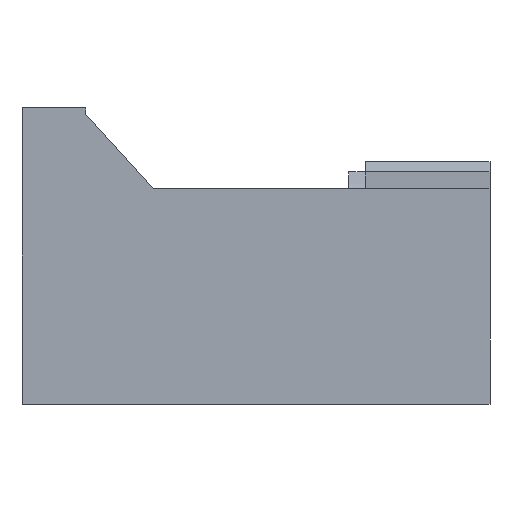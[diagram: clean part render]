
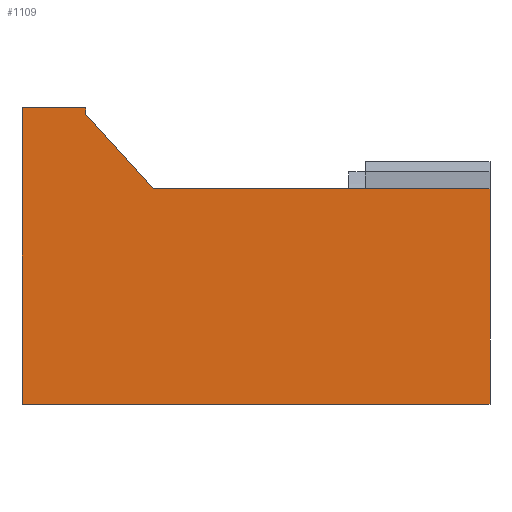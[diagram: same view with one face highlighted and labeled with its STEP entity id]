
A CAD part, front view. The second image highlights one B-rep face of the part: STEP entity #1109.
In plain terms, the highlighted planar face has unit normal (0, -1, 0).
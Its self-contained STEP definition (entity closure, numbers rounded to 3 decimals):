
#647=CARTESIAN_POINT('Vertex',(10.,-47.5,44.)) ;
#663=CARTESIAN_POINT('Vertex',(10.,-47.5,-44.)) ;
#666=CARTESIAN_POINT('Line Origine',(10.,-47.5,0.)) ;
#781=CARTESIAN_POINT('Line Origine',(11.,-47.5,44.)) ;
#785=CARTESIAN_POINT('Vertex',(12.,-47.5,44.)) ;
#789=CARTESIAN_POINT('Control Point',(29.,-47.5,44.)) ;
#790=CARTESIAN_POINT('Control Point',(12.,-47.5,44.)) ;
#791=CARTESIAN_POINT('Vertex',(29.,-47.5,44.)) ;
#894=CARTESIAN_POINT('Vertex',(149.,-47.5,-44.)) ;
#897=CARTESIAN_POINT('Line Origine',(89.,-47.5,-44.)) ;
#901=CARTESIAN_POINT('Vertex',(29.,-47.5,-44.)) ;
#905=CARTESIAN_POINT('Control Point',(12.,-47.5,-44.)) ;
#906=CARTESIAN_POINT('Control Point',(29.,-47.5,-44.)) ;
#907=CARTESIAN_POINT('Vertex',(12.,-47.5,-44.)) ;
#910=CARTESIAN_POINT('Line Origine',(11.,-47.5,-44.)) ;
#1067=CARTESIAN_POINT('Axis2P3D Location',(29.,-47.5,20.)) ;
#1072=CARTESIAN_POINT('Line Origine',(149.,-47.5,-12.)) ;
#1076=CARTESIAN_POINT('Vertex',(149.,-47.5,20.)) ;
#1079=CARTESIAN_POINT('Line Origine',(99.,-47.5,20.)) ;
#1083=CARTESIAN_POINT('Vertex',(49.,-47.5,20.)) ;
#1087=CARTESIAN_POINT('Control Point',(29.,-47.5,42.)) ;
#1088=CARTESIAN_POINT('Control Point',(49.,-47.5,20.)) ;
#1089=CARTESIAN_POINT('Vertex',(29.,-47.5,42.)) ;
#1092=CARTESIAN_POINT('Line Origine',(29.,-47.5,43.)) ;
#667=DIRECTION('Vector Direction',(0.,0.,-1.)) ;
#782=DIRECTION('Vector Direction',(-1.,0.,0.)) ;
#898=DIRECTION('Vector Direction',(1.,0.,0.)) ;
#911=DIRECTION('Vector Direction',(-1.,0.,0.)) ;
#1068=DIRECTION('Axis2P3D Direction',(0.,-1.,0.)) ;
#1069=DIRECTION('Axis2P3D XDirection',(0.,0.,-1.)) ;
#1073=DIRECTION('Vector Direction',(0.,0.,-1.)) ;
#1080=DIRECTION('Vector Direction',(1.,0.,0.)) ;
#1093=DIRECTION('Vector Direction',(0.,0.,-1.)) ;
#1070=AXIS2_PLACEMENT_3D('Plane Axis2P3D',#1067,#1068,#1069) ;
#1098=ORIENTED_EDGE('',*,*,#1078,.F.) ;
#1099=ORIENTED_EDGE('',*,*,#1085,.F.) ;
#1100=ORIENTED_EDGE('',*,*,#1091,.T.) ;
#1101=ORIENTED_EDGE('',*,*,#1096,.F.) ;
#1102=ORIENTED_EDGE('',*,*,#793,.F.) ;
#1103=ORIENTED_EDGE('',*,*,#787,.T.) ;
#1104=ORIENTED_EDGE('',*,*,#670,.F.) ;
#1105=ORIENTED_EDGE('',*,*,#914,.F.) ;
#1106=ORIENTED_EDGE('',*,*,#909,.F.) ;
#1107=ORIENTED_EDGE('',*,*,#903,.F.) ;
#668=VECTOR('Line Direction',#667,1.) ;
#783=VECTOR('Line Direction',#782,1.) ;
#899=VECTOR('Line Direction',#898,1.) ;
#912=VECTOR('Line Direction',#911,1.) ;
#1074=VECTOR('Line Direction',#1073,1.) ;
#1081=VECTOR('Line Direction',#1080,1.) ;
#1094=VECTOR('Line Direction',#1093,1.) ;
#1109=ADVANCED_FACE('\X2\96F64EF651E04F554F53\X0\',(#1108),#1071,.T.) ;
#788=B_SPLINE_CURVE_WITH_KNOTS('',1,(#789,#790),.UNSPECIFIED.,.F.,.U.,(2,2),(0.,17.),.UNSPECIFIED.) ;
#904=B_SPLINE_CURVE_WITH_KNOTS('',1,(#905,#906),.UNSPECIFIED.,.F.,.U.,(2,2),(0.,17.),.UNSPECIFIED.) ;
#1086=B_SPLINE_CURVE_WITH_KNOTS('',1,(#1087,#1088),.UNSPECIFIED.,.F.,.U.,(2,2),(0.,29.732),.UNSPECIFIED.) ;
#670=EDGE_CURVE('',#664,#648,#669,.F.) ;
#787=EDGE_CURVE('',#786,#648,#784,.T.) ;
#793=EDGE_CURVE('',#786,#792,#788,.F.) ;
#903=EDGE_CURVE('',#895,#902,#900,.F.) ;
#909=EDGE_CURVE('',#902,#908,#904,.F.) ;
#914=EDGE_CURVE('',#908,#664,#913,.T.) ;
#1078=EDGE_CURVE('',#1077,#895,#1075,.T.) ;
#1085=EDGE_CURVE('',#1084,#1077,#1082,.T.) ;
#1091=EDGE_CURVE('',#1084,#1090,#1086,.F.) ;
#1096=EDGE_CURVE('',#792,#1090,#1095,.T.) ;
#1097=EDGE_LOOP('',(#1098,#1099,#1100,#1101,#1102,#1103,#1104,#1105,#1106,#1107)) ;
#1108=FACE_OUTER_BOUND('',#1097,.T.) ;
#669=LINE('Line',#666,#668) ;
#784=LINE('Line',#781,#783) ;
#900=LINE('Line',#897,#899) ;
#913=LINE('Line',#910,#912) ;
#1075=LINE('Line',#1072,#1074) ;
#1082=LINE('Line',#1079,#1081) ;
#1095=LINE('Line',#1092,#1094) ;
#1071=PLANE('Plane',#1070) ;
#648=VERTEX_POINT('',#647) ;
#664=VERTEX_POINT('',#663) ;
#786=VERTEX_POINT('',#785) ;
#792=VERTEX_POINT('',#791) ;
#895=VERTEX_POINT('',#894) ;
#902=VERTEX_POINT('',#901) ;
#908=VERTEX_POINT('',#907) ;
#1077=VERTEX_POINT('',#1076) ;
#1084=VERTEX_POINT('',#1083) ;
#1090=VERTEX_POINT('',#1089) ;
